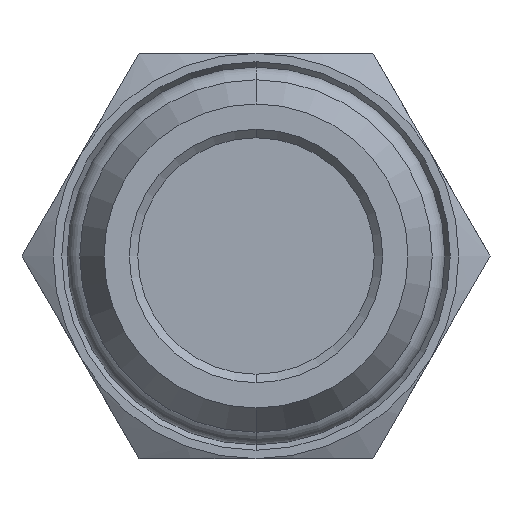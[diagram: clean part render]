
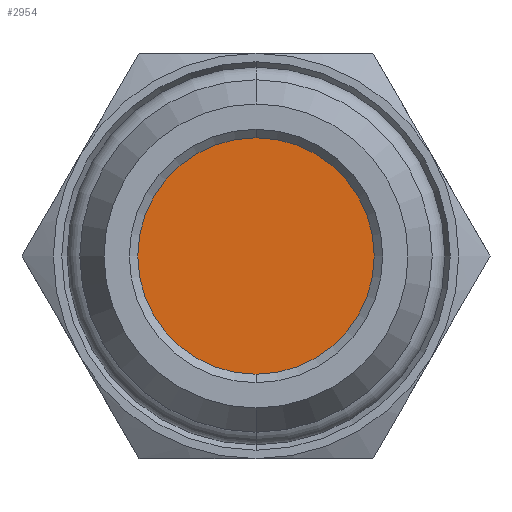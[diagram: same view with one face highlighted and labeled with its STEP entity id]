
A CAD part, front view. The second image highlights one B-rep face of the part: STEP entity #2954.
In plain terms, the highlighted planar face has unit normal (0, -1, 0).
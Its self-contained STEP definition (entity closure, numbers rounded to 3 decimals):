
#95 = CIRCLE ( 'NONE', #1462, 7. ) ;
#141 = CIRCLE ( 'NONE', #1509, 7. ) ;
#339 = CARTESIAN_POINT ( 'NONE',  ( 0., 1.334, 0. ) ) ;
#340 = DIRECTION ( 'NONE',  ( 0., -1., 0. ) ) ;
#341 = DIRECTION ( 'NONE',  ( 0., 0., 1. ) ) ;
#468 = ORIENTED_EDGE ( 'NONE', *, *, #1728, .T. ) ;
#469 = ORIENTED_EDGE ( 'NONE', *, *, #2098, .T. ) ;
#575 = EDGE_LOOP ( 'NONE', ( #468, #469 ) ) ;
#588 = VERTEX_POINT ( 'NONE', #3766 ) ;
#1462 = AXIS2_PLACEMENT_3D ( 'NONE', #339, #340, #341 ) ;
#1509 = AXIS2_PLACEMENT_3D ( 'NONE', #3552, #3553, #3554 ) ;
#1728 = EDGE_CURVE ( 'NONE', #2358, #588, #95, .T. ) ;
#2098 = EDGE_CURVE ( 'NONE', #588, #2358, #141, .T. ) ;
#2358 = VERTEX_POINT ( 'NONE', #3664 ) ;
#2954 = ADVANCED_FACE ( 'NONE', ( #3503 ), #3387, .F. ) ;
#3113 = AXIS2_PLACEMENT_3D ( 'NONE', #3395, #3396, #3397 ) ;
#3387 = PLANE ( 'NONE',  #3113 ) ;
#3395 = CARTESIAN_POINT ( 'NONE',  ( 0., 1.334, 0. ) ) ;
#3396 = DIRECTION ( 'NONE',  ( 0., 1., 0. ) ) ;
#3397 = DIRECTION ( 'NONE',  ( 0., 0., 1. ) ) ;
#3503 = FACE_OUTER_BOUND ( 'NONE', #575, .T. ) ;
#3552 = CARTESIAN_POINT ( 'NONE',  ( 0., 1.334, 0. ) ) ;
#3553 = DIRECTION ( 'NONE',  ( 0., -1., 0. ) ) ;
#3554 = DIRECTION ( 'NONE',  ( 0., 0., 1. ) ) ;
#3664 = CARTESIAN_POINT ( 'NONE',  ( 0., 1.334, -7. ) ) ;
#3766 = CARTESIAN_POINT ( 'NONE',  ( 0., 1.334, 7. ) ) ;
